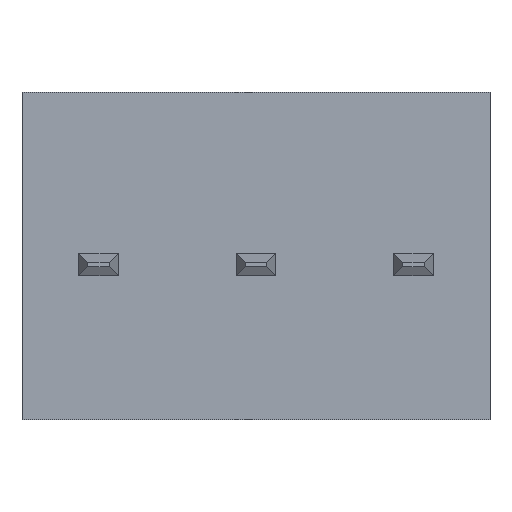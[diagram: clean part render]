
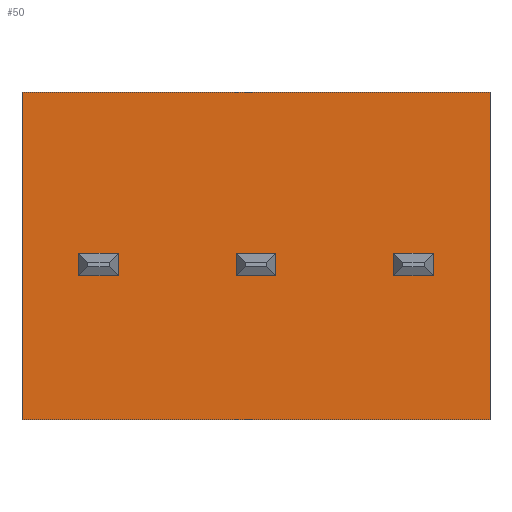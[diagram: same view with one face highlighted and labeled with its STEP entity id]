
A CAD part, front view. The second image highlights one B-rep face of the part: STEP entity #50.
In plain terms, the highlighted planar face has unit normal (0, -1, 0).
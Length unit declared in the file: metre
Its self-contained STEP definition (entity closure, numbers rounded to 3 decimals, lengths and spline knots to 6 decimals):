
#50 = ADVANCED_FACE( '', ( #140, #141, #142, #143 ), #144, .T. );
#140 = FACE_OUTER_BOUND( '', #325, .T. );
#141 = FACE_BOUND( '', #326, .T. );
#142 = FACE_BOUND( '', #327, .T. );
#143 = FACE_BOUND( '', #328, .T. );
#144 = PLANE( '', #329 );
#325 = EDGE_LOOP( '', ( #530, #531, #532, #533 ) );
#326 = EDGE_LOOP( '', ( #534, #535, #536, #537 ) );
#327 = EDGE_LOOP( '', ( #538, #539, #540, #541 ) );
#328 = EDGE_LOOP( '', ( #542, #543, #544, #545 ) );
#329 = AXIS2_PLACEMENT_3D( '', #546, #547, #548 );
#530 = ORIENTED_EDGE( '', *, *, #1144, .T. );
#531 = ORIENTED_EDGE( '', *, *, #1145, .F. );
#532 = ORIENTED_EDGE( '', *, *, #1146, .F. );
#533 = ORIENTED_EDGE( '', *, *, #1143, .T. );
#534 = ORIENTED_EDGE( '', *, *, #1147, .T. );
#535 = ORIENTED_EDGE( '', *, *, #1148, .T. );
#536 = ORIENTED_EDGE( '', *, *, #1149, .F. );
#537 = ORIENTED_EDGE( '', *, *, #1150, .F. );
#538 = ORIENTED_EDGE( '', *, *, #1151, .T. );
#539 = ORIENTED_EDGE( '', *, *, #1152, .T. );
#540 = ORIENTED_EDGE( '', *, *, #1153, .F. );
#541 = ORIENTED_EDGE( '', *, *, #1154, .F. );
#542 = ORIENTED_EDGE( '', *, *, #1155, .T. );
#543 = ORIENTED_EDGE( '', *, *, #1156, .T. );
#544 = ORIENTED_EDGE( '', *, *, #1157, .F. );
#545 = ORIENTED_EDGE( '', *, *, #1158, .F. );
#546 = CARTESIAN_POINT( '', ( -0.005207, 0., 0.003645 ) );
#547 = DIRECTION( '', ( 0., -1., 0. ) );
#548 = DIRECTION( '', ( 0., 0., -1. ) );
#1143 = EDGE_CURVE( '', #1329, #1341, #1343, .T. );
#1144 = EDGE_CURVE( '', #1341, #1344, #1345, .T. );
#1145 = EDGE_CURVE( '', #1346, #1344, #1347, .T. );
#1146 = EDGE_CURVE( '', #1329, #1346, #1348, .T. );
#1147 = EDGE_CURVE( '', #1349, #1350, #1351, .T. );
#1148 = EDGE_CURVE( '', #1350, #1352, #1353, .T. );
#1149 = EDGE_CURVE( '', #1354, #1352, #1355, .T. );
#1150 = EDGE_CURVE( '', #1349, #1354, #1356, .T. );
#1151 = EDGE_CURVE( '', #1357, #1358, #1359, .T. );
#1152 = EDGE_CURVE( '', #1358, #1360, #1361, .T. );
#1153 = EDGE_CURVE( '', #1362, #1360, #1363, .T. );
#1154 = EDGE_CURVE( '', #1357, #1362, #1364, .T. );
#1155 = EDGE_CURVE( '', #1365, #1366, #1367, .T. );
#1156 = EDGE_CURVE( '', #1366, #1368, #1369, .T. );
#1157 = EDGE_CURVE( '', #1370, #1368, #1371, .T. );
#1158 = EDGE_CURVE( '', #1365, #1370, #1372, .T. );
#1329 = VERTEX_POINT( '', #1638 );
#1341 = VERTEX_POINT( '', #1656 );
#1343 = LINE( '', #1659, #1660 );
#1344 = VERTEX_POINT( '', #1661 );
#1345 = LINE( '', #1662, #1663 );
#1346 = VERTEX_POINT( '', #1664 );
#1347 = LINE( '', #1665, #1666 );
#1348 = LINE( '', #1667, #1668 );
#1349 = VERTEX_POINT( '', #1669 );
#1350 = VERTEX_POINT( '', #1670 );
#1351 = LINE( '', #1671, #1672 );
#1352 = VERTEX_POINT( '', #1673 );
#1353 = LINE( '', #1674, #1675 );
#1354 = VERTEX_POINT( '', #1676 );
#1355 = LINE( '', #1677, #1678 );
#1356 = LINE( '', #1679, #1680 );
#1357 = VERTEX_POINT( '', #1681 );
#1358 = VERTEX_POINT( '', #1682 );
#1359 = LINE( '', #1683, #1684 );
#1360 = VERTEX_POINT( '', #1685 );
#1361 = LINE( '', #1686, #1687 );
#1362 = VERTEX_POINT( '', #1688 );
#1363 = LINE( '', #1689, #1690 );
#1364 = LINE( '', #1691, #1692 );
#1365 = VERTEX_POINT( '', #1693 );
#1366 = VERTEX_POINT( '', #1694 );
#1367 = LINE( '', #1695, #1696 );
#1368 = VERTEX_POINT( '', #1697 );
#1369 = LINE( '', #1698, #1699 );
#1370 = VERTEX_POINT( '', #1700 );
#1371 = LINE( '', #1701, #1702 );
#1372 = LINE( '', #1703, #1704 );
#1638 = CARTESIAN_POINT( '', ( -0.005207, 0., 0.003645 ) );
#1656 = CARTESIAN_POINT( '', ( -0.005207, 0., -0.003645 ) );
#1659 = CARTESIAN_POINT( '', ( -0.005207, 0., 0.003645 ) );
#1660 = VECTOR( '', #2109, 1. );
#1661 = CARTESIAN_POINT( '', ( 0.005207, 0., -0.003645 ) );
#1662 = CARTESIAN_POINT( '', ( -0.005207, 0., -0.003645 ) );
#1663 = VECTOR( '', #2110, 1. );
#1664 = CARTESIAN_POINT( '', ( 0.005207, 0., 0.003645 ) );
#1665 = CARTESIAN_POINT( '', ( 0.005207, 0., 0.003645 ) );
#1666 = VECTOR( '', #2111, 1. );
#1667 = CARTESIAN_POINT( '', ( -0.005207, 0., 0.003645 ) );
#1668 = VECTOR( '', #2112, 1. );
#1669 = CARTESIAN_POINT( '', ( 0.003061, 0., 0.000064 ) );
#1670 = CARTESIAN_POINT( '', ( 0.00395, 0., 0.000064 ) );
#1671 = CARTESIAN_POINT( '', ( 0.003061, 0., 0.000064 ) );
#1672 = VECTOR( '', #2113, 1. );
#1673 = CARTESIAN_POINT( '', ( 0.00395, 0., -0.000445 ) );
#1674 = CARTESIAN_POINT( '', ( 0.00395, 0., 0.000064 ) );
#1675 = VECTOR( '', #2114, 1. );
#1676 = CARTESIAN_POINT( '', ( 0.003061, 0., -0.000445 ) );
#1677 = CARTESIAN_POINT( '', ( 0.003061, 0., -0.000445 ) );
#1678 = VECTOR( '', #2115, 1. );
#1679 = CARTESIAN_POINT( '', ( 0.003061, 0., 0.000064 ) );
#1680 = VECTOR( '', #2116, 1. );
#1681 = CARTESIAN_POINT( '', ( -0.000445, 0., 0.000064 ) );
#1682 = CARTESIAN_POINT( '', ( 0.000445, 0., 0.000064 ) );
#1683 = CARTESIAN_POINT( '', ( -0.000445, 0., 0.000064 ) );
#1684 = VECTOR( '', #2117, 1. );
#1685 = CARTESIAN_POINT( '', ( 0.000445, 0., -0.000445 ) );
#1686 = CARTESIAN_POINT( '', ( 0.000445, 0., 0.000064 ) );
#1687 = VECTOR( '', #2118, 1. );
#1688 = CARTESIAN_POINT( '', ( -0.000445, 0., -0.000445 ) );
#1689 = CARTESIAN_POINT( '', ( -0.000445, 0., -0.000445 ) );
#1690 = VECTOR( '', #2119, 1. );
#1691 = CARTESIAN_POINT( '', ( -0.000445, 0., 0.000064 ) );
#1692 = VECTOR( '', #2120, 1. );
#1693 = CARTESIAN_POINT( '', ( -0.00395, 0., 0.000064 ) );
#1694 = CARTESIAN_POINT( '', ( -0.003061, 0., 0.000064 ) );
#1695 = CARTESIAN_POINT( '', ( -0.00395, 0., 0.000064 ) );
#1696 = VECTOR( '', #2121, 1. );
#1697 = CARTESIAN_POINT( '', ( -0.003061, 0., -0.000445 ) );
#1698 = CARTESIAN_POINT( '', ( -0.003061, 0., 0.000064 ) );
#1699 = VECTOR( '', #2122, 1. );
#1700 = CARTESIAN_POINT( '', ( -0.00395, 0., -0.000445 ) );
#1701 = CARTESIAN_POINT( '', ( -0.00395, 0., -0.000445 ) );
#1702 = VECTOR( '', #2123, 1. );
#1703 = CARTESIAN_POINT( '', ( -0.00395, 0., 0.000064 ) );
#1704 = VECTOR( '', #2124, 1. );
#2109 = DIRECTION( '', ( 0., 0., -1. ) );
#2110 = DIRECTION( '', ( 1., 0., 0. ) );
#2111 = DIRECTION( '', ( 0., 0., -1. ) );
#2112 = DIRECTION( '', ( 1., 0., 0. ) );
#2113 = DIRECTION( '', ( 1., 0., 0. ) );
#2114 = DIRECTION( '', ( 0., 0., -1. ) );
#2115 = DIRECTION( '', ( 1., 0., 0. ) );
#2116 = DIRECTION( '', ( 0., 0., -1. ) );
#2117 = DIRECTION( '', ( 1., 0., 0. ) );
#2118 = DIRECTION( '', ( 0., 0., -1. ) );
#2119 = DIRECTION( '', ( 1., 0., 0. ) );
#2120 = DIRECTION( '', ( 0., 0., -1. ) );
#2121 = DIRECTION( '', ( 1., 0., 0. ) );
#2122 = DIRECTION( '', ( 0., 0., -1. ) );
#2123 = DIRECTION( '', ( 1., 0., 0. ) );
#2124 = DIRECTION( '', ( 0., 0., -1. ) );
